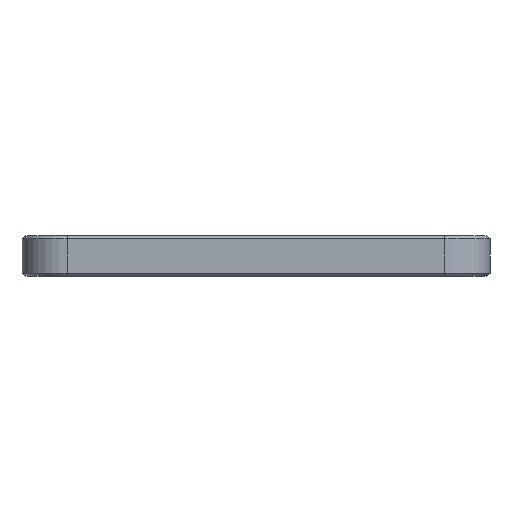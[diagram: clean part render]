
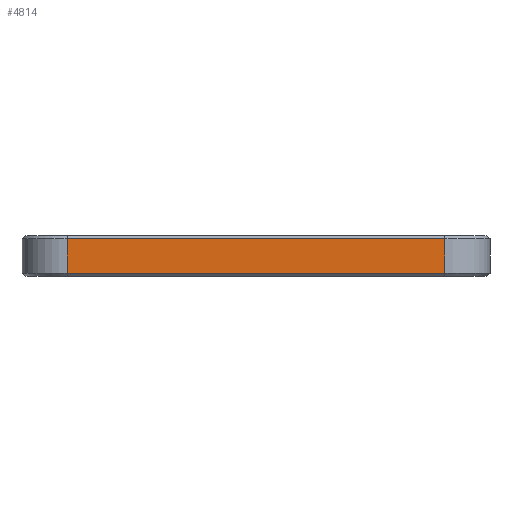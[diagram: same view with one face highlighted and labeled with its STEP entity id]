
A CAD part, left-side view. The second image highlights one B-rep face of the part: STEP entity #4814.
In plain terms, the highlighted planar face has unit normal (-1, 0, 0).
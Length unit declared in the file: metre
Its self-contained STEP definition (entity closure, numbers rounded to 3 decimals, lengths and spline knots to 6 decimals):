
#160=LINE('',#7423,#584);
#161=LINE('',#7426,#585);
#162=LINE('',#7428,#586);
#163=LINE('',#7430,#587);
#584=VECTOR('',#5783,1.);
#585=VECTOR('',#5784,1.);
#586=VECTOR('',#5785,1.);
#587=VECTOR('',#5786,1.);
#1008=PLANE('',#5157);
#1124=ORIENTED_EDGE('',*,*,#2548,.F.);
#1125=ORIENTED_EDGE('',*,*,#2549,.T.);
#1126=ORIENTED_EDGE('',*,*,#2550,.T.);
#1127=ORIENTED_EDGE('',*,*,#2551,.T.);
#2548=EDGE_CURVE('',#3260,#3261,#160,.T.);
#2549=EDGE_CURVE('',#3260,#3262,#161,.T.);
#2550=EDGE_CURVE('',#3262,#3263,#162,.T.);
#2551=EDGE_CURVE('',#3263,#3261,#163,.T.);
#3260=VERTEX_POINT('',#7424);
#3261=VERTEX_POINT('',#7425);
#3262=VERTEX_POINT('',#7427);
#3263=VERTEX_POINT('',#7429);
#3972=EDGE_LOOP('',(#1124,#1125,#1126,#1127));
#4358=FACE_BOUND('',#3972,.T.);
#4814=ADVANCED_FACE('',(#4358),#1008,.F.);
#5157=AXIS2_PLACEMENT_3D('',#7422,#5781,#5782);
#5781=DIRECTION('',(1.,0.,0.));
#5782=DIRECTION('',(0.,1.,0.));
#5783=DIRECTION('',(0.,0.,-1.));
#5784=DIRECTION('',(0.,1.,0.));
#5785=DIRECTION('',(0.,0.,-1.));
#5786=DIRECTION('',(0.,-1.,0.));
#7422=CARTESIAN_POINT('',(-0.006,0.0025,0.0054));
#7423=CARTESIAN_POINT('',(-0.006,-0.0225,0.0054));
#7424=CARTESIAN_POINT('',(-0.006,-0.0225,0.005));
#7425=CARTESIAN_POINT('',(-0.006,-0.0225,0.0004));
#7426=CARTESIAN_POINT('',(-0.006,0.0275,0.005));
#7427=CARTESIAN_POINT('',(-0.006,0.0275,0.005));
#7428=CARTESIAN_POINT('',(-0.006,0.0275,0.0054));
#7429=CARTESIAN_POINT('',(-0.006,0.0275,0.0004));
#7430=CARTESIAN_POINT('',(-0.006,0.0025,0.0004));
